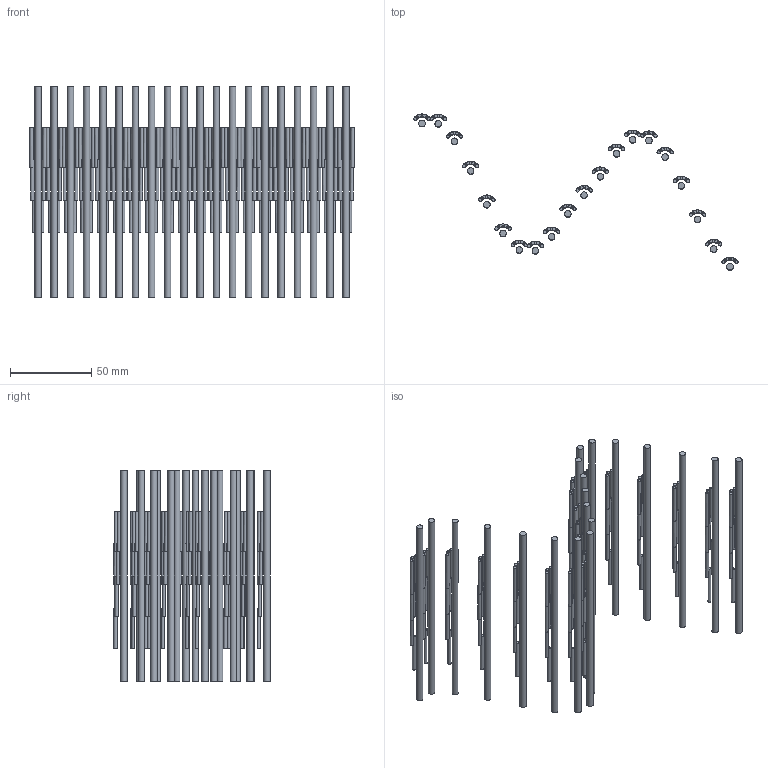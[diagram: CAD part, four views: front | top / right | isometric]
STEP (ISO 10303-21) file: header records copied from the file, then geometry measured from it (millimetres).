
FILE_DESCRIPTION(('Open CASCADE Model'),'2;1');
FILE_NAME('Open CASCADE Shape Model','2024-05-30T15:28:15',('Author'),( 'Open CASCADE'),'Open CASCADE STEP processor 7.7','Open CASCADE 7.7' ,'Unknown');
FILE_SCHEMA(('AUTOMOTIVE_DESIGN { 1 0 10303 214 1 1 1 1 }'));
Length unit declared in the file: millimetre
Products named in the file (98): Open CASCADE STEP translator 7.7 85; Open CASCADE STEP translator 7.7 85.1; Open CASCADE STEP translator 7.7 85.2; Open CASCADE STEP translator 7.7 85.3; Open CASCADE STEP translator 7.7 85.4; Open CASCADE STEP translator 7.7 85.5; Open CASCADE STEP translator 7.7 85.6; Open CASCADE STEP translator 7.7 85.7; Open CASCADE STEP translator 7.7 85.8; Open CASCADE STEP translator 7.7 85.9; Open CASCADE STEP translator 7.7 85.10; Open CASCADE STEP translator 7.7 85.11; Open CASCADE STEP translator 7.7 85.12; Open CASCADE STEP translator 7.7 85.13; Open CASCADE STEP translator 7.7 85.14; Open CASCADE STEP translator 7.7 85.15; Open CASCADE STEP translator 7.7 85.16; Open CASCADE STEP translator 7.7 85.17; Open CASCADE STEP translator 7.7 85.18; Open CASCADE STEP translator 7.7 85.19; Open CASCADE STEP translator 7.7 85.20; Open CASCADE STEP translator 7.7 85.21; Open CASCADE STEP translator 7.7 85.22; Open CASCADE STEP translator 7.7 85.23; Open CASCADE STEP translator 7.7 85.24; Open CASCADE STEP translator 7.7 85.25; Open CASCADE STEP translator 7.7 85.26; Open CASCADE STEP translator 7.7 85.27; Open CASCADE STEP translator 7.7 85.28; Open CASCADE STEP translator 7.7 85.29; Open CASCADE STEP translator 7.7 85.30; Open CASCADE STEP translator 7.7 85.31; Open CASCADE STEP translator 7.7 85.32; Open CASCADE STEP translator 7.7 85.33; Open CASCADE STEP translator 7.7 85.34; Open CASCADE STEP translator 7.7 85.35; Open CASCADE STEP translator 7.7 85.36; Open CASCADE STEP translator 7.7 85.37; Open CASCADE STEP translator 7.7 85.38; Open CASCADE STEP translator 7.7 85.39 ...
Assembly tree (97 placements, depth 2):
  Open CASCADE STEP translator 7.7 85
    Open CASCADE STEP translator 7.7 85.1
    Open CASCADE STEP translator 7.7 85.2
    Open CASCADE STEP translator 7.7 85.3
    Open CASCADE STEP translator 7.7 85.4
    Open CASCADE STEP translator 7.7 85.5
    Open CASCADE STEP translator 7.7 85.6
    Open CASCADE STEP translator 7.7 85.7
    Open CASCADE STEP translator 7.7 85.8
    Open CASCADE STEP translator 7.7 85.9
    Open CASCADE STEP translator 7.7 85.10
    Open CASCADE STEP translator 7.7 85.11
    Open CASCADE STEP translator 7.7 85.12
    Open CASCADE STEP translator 7.7 85.13
    Open CASCADE STEP translator 7.7 85.14
    Open CASCADE STEP translator 7.7 85.15
    Open CASCADE STEP translator 7.7 85.16
    Open CASCADE STEP translator 7.7 85.17
    Open CASCADE STEP translator 7.7 85.18
    Open CASCADE STEP translator 7.7 85.19
    Open CASCADE STEP translator 7.7 85.20
    Open CASCADE STEP translator 7.7 85.21
    Open CASCADE STEP translator 7.7 85.22
    Open CASCADE STEP translator 7.7 85.23
    Open CASCADE STEP translator 7.7 85.24
    Open CASCADE STEP translator 7.7 85.25
    Open CASCADE STEP translator 7.7 85.26
    Open CASCADE STEP translator 7.7 85.27
    Open CASCADE STEP translator 7.7 85.28
    Open CASCADE STEP translator 7.7 85.29
    Open CASCADE STEP translator 7.7 85.30
    Open CASCADE STEP translator 7.7 85.31
    Open CASCADE STEP translator 7.7 85.32
    Open CASCADE STEP translator 7.7 85.33
    Open CASCADE STEP translator 7.7 85.34
    Open CASCADE STEP translator 7.7 85.35
    Open CASCADE STEP translator 7.7 85.36
    Open CASCADE STEP translator 7.7 85.37
    Open CASCADE STEP translator 7.7 85.38
    Open CASCADE STEP translator 7.7 85.39
    Open CASCADE STEP translator 7.7 85.40
    Open CASCADE STEP translator 7.7 85.41
    Open CASCADE STEP translator 7.7 85.42
    Open CASCADE STEP translator 7.7 85.43
    Open CASCADE STEP translator 7.7 85.44
    Open CASCADE STEP translator 7.7 85.45
    Open CASCADE STEP translator 7.7 85.46
    Open CASCADE STEP translator 7.7 85.47
    Open CASCADE STEP translator 7.7 85.48
    Open CASCADE STEP translator 7.7 85.49
    Open CASCADE STEP translator 7.7 85.50
    Open CASCADE STEP translator 7.7 85.51
    Open CASCADE STEP translator 7.7 85.52
    Open CASCADE STEP translator 7.7 85.53
    Open CASCADE STEP translator 7.7 85.54
    Open CASCADE STEP translator 7.7 85.55
    Open CASCADE STEP translator 7.7 85.56
    Open CASCADE STEP translator 7.7 85.57
    Open CASCADE STEP translator 7.7 85.58
    Open CASCADE STEP translator 7.7 85.59
Bounding box: 200.09 x 96.35 x 130 mm (x, y, z)
Volume: 47836.4 mm3; surface area: 63407.3 mm2
Topology: 97 solids, 97 shells, 654 faces, 1380 edges, 920 vertices
Faces by surface type: plane 434, cylinder 220
Full cylindrical faces by diameter (mm): 2 x194, 4 x20
Entity records: 38646 total; most frequent: CARTESIAN_POINT 8008, DIRECTION 6198, ORIENTED_EDGE 2760, PCURVE 2760, DEFINITIONAL_REPRESENTATION 2760, LINE 2300, VECTOR 2300, AXIS2_PLACEMENT_3D 1672
